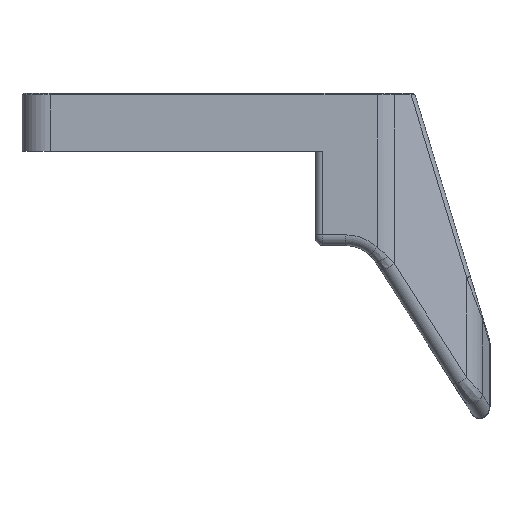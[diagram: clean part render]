
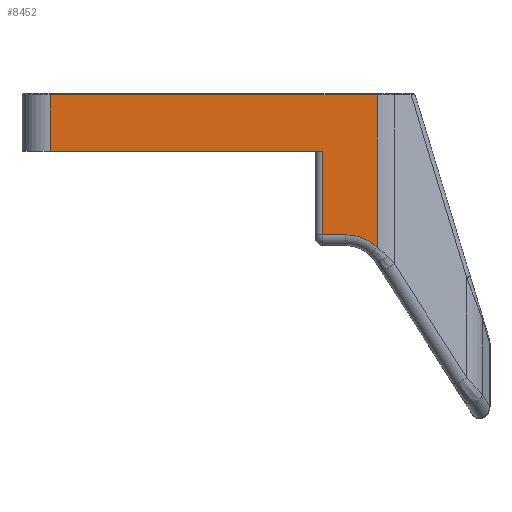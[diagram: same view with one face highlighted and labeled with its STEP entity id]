
A CAD part, left-side view. The second image highlights one B-rep face of the part: STEP entity #8452.
In plain terms, the highlighted planar face has unit normal (-1, 0, 0).
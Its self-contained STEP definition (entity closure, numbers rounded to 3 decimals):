
#76 = CARTESIAN_POINT ( 'NONE',  ( -21.25, 63.5, 43.3 ) ) ;
#241 = CARTESIAN_POINT ( 'NONE',  ( -21.25, 17.293, 43.3 ) ) ;
#353 = VERTEX_POINT ( 'NONE', #241 ) ;
#366 = VECTOR ( 'NONE', #6744, 1000. ) ;
#389 = DIRECTION ( 'NONE',  ( 0., 0., 1. ) ) ;
#467 = PLANE ( 'NONE',  #10640 ) ;
#599 = CARTESIAN_POINT ( 'NONE',  ( -21.25, 26., 35.3 ) ) ;
#1059 = VERTEX_POINT ( 'NONE', #2193 ) ;
#1182 = EDGE_CURVE ( 'NONE', #5799, #4995, #7448, .T. ) ;
#1373 = CARTESIAN_POINT ( 'NONE',  ( -21.25, 0., 0. ) ) ;
#1733 = VECTOR ( 'NONE', #7283, 1000. ) ;
#1960 = CARTESIAN_POINT ( 'NONE',  ( -21.25, 21.746, 17. ) ) ;
#2041 = DIRECTION ( 'NONE',  ( 0., 0., 1. ) ) ;
#2175 = LINE ( 'NONE', #9211, #1733 ) ;
#2193 = CARTESIAN_POINT ( 'NONE',  ( -21.25, 25., 23.5 ) ) ;
#2251 = EDGE_CURVE ( 'NONE', #1059, #6171, #10617, .T. ) ;
#2328 = DIRECTION ( 'NONE',  ( -1., 0., 0. ) ) ;
#2443 = CARTESIAN_POINT ( 'NONE',  ( -21.25, 21.746, 23.5 ) ) ;
#2490 = ORIENTED_EDGE ( 'NONE', *, *, #5274, .T. ) ;
#2778 = LINE ( 'NONE', #11300, #366 ) ;
#2927 = ORIENTED_EDGE ( 'NONE', *, *, #6634, .F. ) ;
#3119 = LINE ( 'NONE', #8820, #9834 ) ;
#3467 = VECTOR ( 'NONE', #8777, 1000. ) ;
#4114 = CIRCLE ( 'NONE', #5453, 6.5 ) ;
#4246 = EDGE_CURVE ( 'NONE', #8303, #353, #3119, .T. ) ;
#4443 = ORIENTED_EDGE ( 'NONE', *, *, #8788, .T. ) ;
#4791 = DIRECTION ( 'NONE',  ( 1., 0., 0. ) ) ;
#4995 = VERTEX_POINT ( 'NONE', #8831 ) ;
#5250 = ORIENTED_EDGE ( 'NONE', *, *, #7065, .T. ) ;
#5274 = EDGE_CURVE ( 'NONE', #6171, #8303, #4114, .T. ) ;
#5453 = AXIS2_PLACEMENT_3D ( 'NONE', #1960, #4791, #2041 ) ;
#5799 = VERTEX_POINT ( 'NONE', #76 ) ;
#6083 = CARTESIAN_POINT ( 'NONE',  ( -21.25, 25., 35.3 ) ) ;
#6171 = VERTEX_POINT ( 'NONE', #7036 ) ;
#6329 = FACE_OUTER_BOUND ( 'NONE', #7851, .T. ) ;
#6634 = EDGE_CURVE ( 'NONE', #11546, #4995, #8655, .T. ) ;
#6744 = DIRECTION ( 'NONE',  ( 0., 0., -1. ) ) ;
#7036 = CARTESIAN_POINT ( 'NONE',  ( -21.25, 21.746, 23.5 ) ) ;
#7065 = EDGE_CURVE ( 'NONE', #11546, #1059, #2778, .T. ) ;
#7156 = ORIENTED_EDGE ( 'NONE', *, *, #1182, .T. ) ;
#7283 = DIRECTION ( 'NONE',  ( 0., 1., 0. ) ) ;
#7428 = VECTOR ( 'NONE', #8833, 1000. ) ;
#7448 = LINE ( 'NONE', #7746, #3467 ) ;
#7746 = CARTESIAN_POINT ( 'NONE',  ( -21.25, 63.5, 0. ) ) ;
#7851 = EDGE_LOOP ( 'NONE', ( #10031, #4443, #7156, #2927, #5250, #8576, #2490 ) ) ;
#8303 = VERTEX_POINT ( 'NONE', #10407 ) ;
#8452 = ADVANCED_FACE ( 'NONE', ( #6329 ), #467, .T. ) ;
#8576 = ORIENTED_EDGE ( 'NONE', *, *, #2251, .T. ) ;
#8655 = LINE ( 'NONE', #599, #8926 ) ;
#8777 = DIRECTION ( 'NONE',  ( 0., 0., -1. ) ) ;
#8788 = EDGE_CURVE ( 'NONE', #353, #5799, #2175, .T. ) ;
#8790 = DIRECTION ( 'NONE',  ( 0., 0., 1. ) ) ;
#8820 = CARTESIAN_POINT ( 'NONE',  ( -21.25, 17.293, 43.5 ) ) ;
#8831 = CARTESIAN_POINT ( 'NONE',  ( -21.25, 63.5, 35.3 ) ) ;
#8833 = DIRECTION ( 'NONE',  ( 0., -1., 0. ) ) ;
#8891 = DIRECTION ( 'NONE',  ( 0., 1., 0. ) ) ;
#8926 = VECTOR ( 'NONE', #8891, 1000. ) ;
#9211 = CARTESIAN_POINT ( 'NONE',  ( -21.25, 63.5, 43.3 ) ) ;
#9834 = VECTOR ( 'NONE', #8790, 1000. ) ;
#10031 = ORIENTED_EDGE ( 'NONE', *, *, #4246, .T. ) ;
#10407 = CARTESIAN_POINT ( 'NONE',  ( -21.25, 17.293, 21.735 ) ) ;
#10617 = LINE ( 'NONE', #2443, #7428 ) ;
#10640 = AXIS2_PLACEMENT_3D ( 'NONE', #1373, #2328, #389 ) ;
#11300 = CARTESIAN_POINT ( 'NONE',  ( -21.25, 25., 23.5 ) ) ;
#11546 = VERTEX_POINT ( 'NONE', #6083 ) ;
